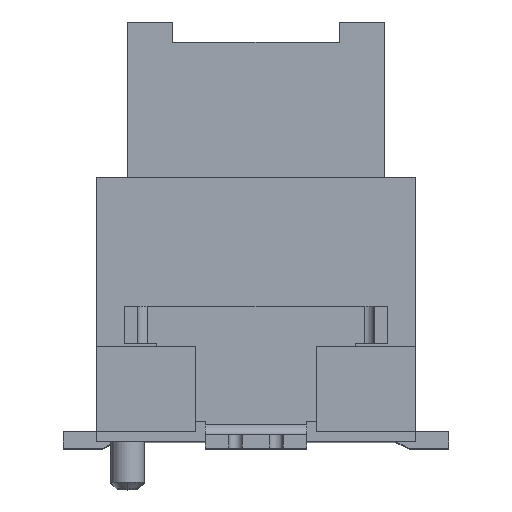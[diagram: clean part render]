
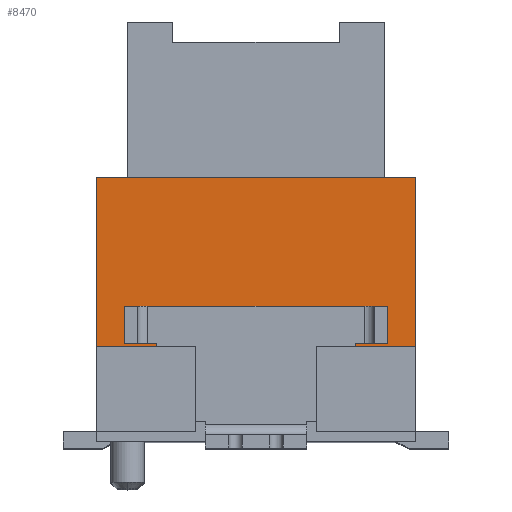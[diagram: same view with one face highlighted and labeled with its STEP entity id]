
A CAD part, top view. The second image highlights one B-rep face of the part: STEP entity #8470.
In plain terms, the highlighted planar face has unit normal (0, 0, 1).
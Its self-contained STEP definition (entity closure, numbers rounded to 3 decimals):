
#920=CARTESIAN_POINT('',(0.666,0.438,1.875));
#930=VERTEX_POINT('',#920);
#980=CARTESIAN_POINT('',(0.,0.438,1.875));
#990=DIRECTION('',(1.,0.,0.));
#1000=VECTOR('',#990,1.);
#1010=LINE('',#980,#1000);
#1020=CARTESIAN_POINT('',(0.691,0.438,1.875));
#1030=VERTEX_POINT('',#1020);
#1040=EDGE_CURVE('',#930,#1030,#1010,.T.);
#3220=CARTESIAN_POINT('',(0.841,1.938,1.875));
#3230=VERTEX_POINT('',#3220);
#3260=CARTESIAN_POINT('',(0.841,-0.04,1.875));
#3270=DIRECTION('',(0.,1.,0.));
#3280=VECTOR('',#3270,1.);
#3290=LINE('',#3260,#3280);
#3300=CARTESIAN_POINT('',(0.841,1.388,1.875));
#3310=VERTEX_POINT('',#3300);
#3320=EDGE_CURVE('',#3310,#3230,#3290,.T.);
#7300=CARTESIAN_POINT('',(-3.276,-0.16,1.875));
#7310=DIRECTION('',(0.,0.,1.));
#7320=DIRECTION('',(1.,0.,0.));
#7330=AXIS2_PLACEMENT_3D('',#7300,#7310,#7320);
#7340=PLANE('',#7330);
#7350=CARTESIAN_POINT('',(0.,3.838,1.875));
#7360=DIRECTION('',(1.,0.,0.));
#7370=VECTOR('',#7360,1.);
#7380=LINE('',#7350,#7370);
#7390=CARTESIAN_POINT('',(-3.159,3.838,1.875));
#7400=VERTEX_POINT('',#7390);
#7410=CARTESIAN_POINT('',(1.541,3.838,1.875));
#7420=VERTEX_POINT('',#7410);
#7430=EDGE_CURVE('',#7400,#7420,#7380,.T.);
#7440=ORIENTED_EDGE('',*,*,#7430,.F.);
#7450=CARTESIAN_POINT('',(1.541,0.,1.875));
#7460=DIRECTION('',(0.,1.,0.));
#7470=VECTOR('',#7460,1.);
#7480=LINE('',#7450,#7470);
#7490=CARTESIAN_POINT('',(1.541,1.338,1.875));
#7500=VERTEX_POINT('',#7490);
#7510=EDGE_CURVE('',#7500,#7420,#7480,.T.);
#7520=ORIENTED_EDGE('',*,*,#7510,.T.);
#7530=CARTESIAN_POINT('',(0.,1.338,1.875));
#7540=DIRECTION('',(1.,0.,0.));
#7550=VECTOR('',#7540,1.);
#7560=LINE('',#7530,#7550);
#7570=CARTESIAN_POINT('',(0.691,1.338,1.875));
#7580=VERTEX_POINT('',#7570);
#7590=EDGE_CURVE('',#7580,#7500,#7560,.T.);
#7600=ORIENTED_EDGE('',*,*,#7590,.T.);
#7610=CARTESIAN_POINT('',(0.691,0.,1.875));
#7620=DIRECTION('',(0.,-1.,0.));
#7630=VECTOR('',#7620,1.);
#7640=LINE('',#7610,#7630);
#7650=EDGE_CURVE('',#7580,#1030,#7640,.T.);
#7660=ORIENTED_EDGE('',*,*,#7650,.F.);
#7670=ORIENTED_EDGE('',*,*,#1040,.T.);
#7680=CARTESIAN_POINT('',(0.666,0.,1.875));
#7690=DIRECTION('',(0.,-1.,0.));
#7700=VECTOR('',#7690,1.);
#7710=LINE('',#7680,#7700);
#7720=CARTESIAN_POINT('',(0.666,1.388,1.875));
#7730=VERTEX_POINT('',#7720);
#7740=EDGE_CURVE('',#7730,#930,#7710,.T.);
#7750=ORIENTED_EDGE('',*,*,#7740,.T.);
#7760=CARTESIAN_POINT('',(0.,1.388,1.875));
#7770=DIRECTION('',(-1.,0.,0.));
#7780=VECTOR('',#7770,1.);
#7790=LINE('',#7760,#7780);
#7800=EDGE_CURVE('',#3310,#7730,#7790,.T.);
#7810=ORIENTED_EDGE('',*,*,#7800,.T.);
#7820=ORIENTED_EDGE('',*,*,#3320,.F.);
#7830=CARTESIAN_POINT('',(0.,1.938,1.875));
#7840=DIRECTION('',(-1.,0.,0.));
#7850=VECTOR('',#7840,1.);
#7860=LINE('',#7830,#7850);
#7870=CARTESIAN_POINT('',(-2.459,1.938,1.875));
#7880=VERTEX_POINT('',#7870);
#7890=EDGE_CURVE('',#3230,#7880,#7860,.T.);
#7900=ORIENTED_EDGE('',*,*,#7890,.F.);
#7910=CARTESIAN_POINT('',(-2.459,1.561,1.875));
#7920=DIRECTION('',(0.,1.,0.));
#7930=VECTOR('',#7920,1.);
#7940=LINE('',#7910,#7930);
#7950=CARTESIAN_POINT('',(-2.459,1.388,1.875));
#7960=VERTEX_POINT('',#7950);
#7970=EDGE_CURVE('',#7960,#7880,#7940,.T.);
#7980=ORIENTED_EDGE('',*,*,#7970,.T.);
#7990=CARTESIAN_POINT('',(0.,1.388,1.875));
#8000=DIRECTION('',(1.,0.,0.));
#8010=VECTOR('',#8000,1.);
#8020=LINE('',#7990,#8010);
#8030=CARTESIAN_POINT('',(-2.284,1.388,1.875));
#8040=VERTEX_POINT('',#8030);
#8050=EDGE_CURVE('',#7960,#8040,#8020,.T.);
#8060=ORIENTED_EDGE('',*,*,#8050,.F.);
#8070=CARTESIAN_POINT('',(-2.284,0.,1.875));
#8080=DIRECTION('',(0.,-1.,0.));
#8090=VECTOR('',#8080,1.);
#8100=LINE('',#8070,#8090);
#8110=CARTESIAN_POINT('',(-2.284,0.438,1.875));
#8120=VERTEX_POINT('',#8110);
#8130=EDGE_CURVE('',#8040,#8120,#8100,.T.);
#8140=ORIENTED_EDGE('',*,*,#8130,.F.);
#8150=CARTESIAN_POINT('',(0.,0.438,1.875));
#8160=DIRECTION('',(-1.,0.,0.));
#8170=VECTOR('',#8160,1.);
#8180=LINE('',#8150,#8170);
#8190=CARTESIAN_POINT('',(-2.309,0.438,1.875));
#8200=VERTEX_POINT('',#8190);
#8210=EDGE_CURVE('',#8120,#8200,#8180,.T.);
#8220=ORIENTED_EDGE('',*,*,#8210,.F.);
#8230=CARTESIAN_POINT('',(-2.309,0.,1.875));
#8240=DIRECTION('',(0.,1.,0.));
#8250=VECTOR('',#8240,1.);
#8260=LINE('',#8230,#8250);
#8270=CARTESIAN_POINT('',(-2.309,1.338,1.875));
#8280=VERTEX_POINT('',#8270);
#8290=EDGE_CURVE('',#8200,#8280,#8260,.T.);
#8300=ORIENTED_EDGE('',*,*,#8290,.F.);
#8310=CARTESIAN_POINT('',(0.,1.338,1.875));
#8320=DIRECTION('',(1.,0.,0.));
#8330=VECTOR('',#8320,1.);
#8340=LINE('',#8310,#8330);
#8350=CARTESIAN_POINT('',(-3.159,1.338,1.875));
#8360=VERTEX_POINT('',#8350);
#8370=EDGE_CURVE('',#8360,#8280,#8340,.T.);
#8380=ORIENTED_EDGE('',*,*,#8370,.T.);
#8390=CARTESIAN_POINT('',(-3.159,0.,1.875));
#8400=DIRECTION('',(0.,1.,0.));
#8410=VECTOR('',#8400,1.);
#8420=LINE('',#8390,#8410);
#8430=EDGE_CURVE('',#8360,#7400,#8420,.T.);
#8440=ORIENTED_EDGE('',*,*,#8430,.F.);
#8450=EDGE_LOOP('',(#8440,#8380,#8300,#8220,#8140,#8060,#7980,#7900,
#7820,#7810,#7750,#7670,#7660,#7600,#7520,#7440));
#8460=FACE_OUTER_BOUND('',#8450,.T.);
#8470=ADVANCED_FACE('',(#8460),#7340,.T.);
